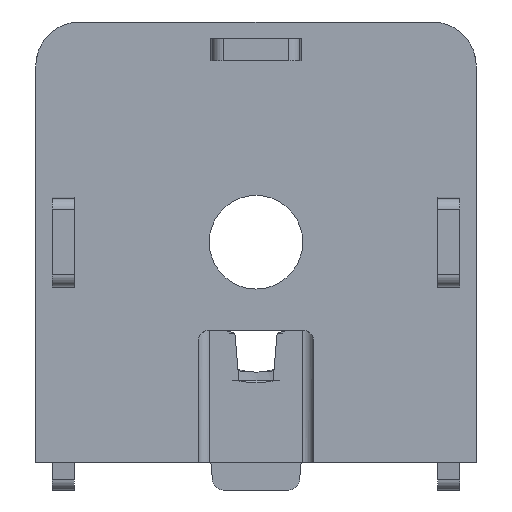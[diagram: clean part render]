
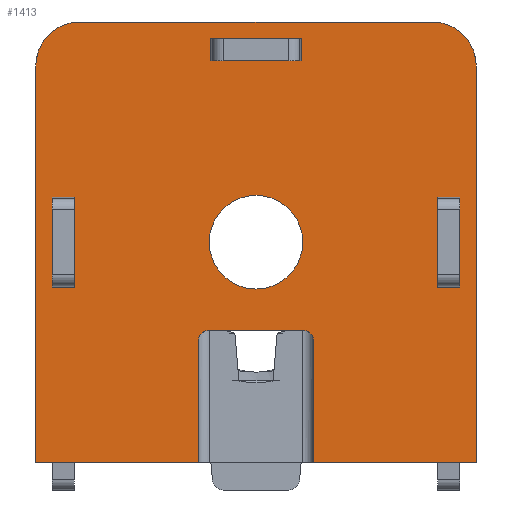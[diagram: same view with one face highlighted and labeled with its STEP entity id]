
A CAD part, left-side view. The second image highlights one B-rep face of the part: STEP entity #1413.
In plain terms, the highlighted planar face has unit normal (-1, 0, 0).
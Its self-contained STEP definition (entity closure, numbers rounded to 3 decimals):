
#22=FACE_BOUND('',#446,.T.);
#23=FACE_BOUND('',#447,.T.);
#24=FACE_BOUND('',#448,.T.);
#25=FACE_BOUND('',#449,.T.);
#29=PLANE('',#1550);
#107=LINE('',#2270,#233);
#111=LINE('',#2282,#237);
#125=LINE('',#2312,#251);
#126=LINE('',#2316,#252);
#127=LINE('',#2319,#253);
#128=LINE('',#2321,#254);
#129=LINE('',#2325,#255);
#130=LINE('',#2328,#256);
#131=LINE('',#2331,#257);
#132=LINE('',#2333,#258);
#133=LINE('',#2335,#259);
#134=LINE('',#2336,#260);
#135=LINE('',#2339,#261);
#136=LINE('',#2341,#262);
#137=LINE('',#2343,#263);
#138=LINE('',#2344,#264);
#139=LINE('',#2347,#265);
#140=LINE('',#2349,#266);
#141=LINE('',#2351,#267);
#142=LINE('',#2352,#268);
#233=VECTOR('',#1766,1000.);
#237=VECTOR('',#1774,1000.);
#251=VECTOR('',#1792,1000.);
#252=VECTOR('',#1795,1000.);
#253=VECTOR('',#1798,1000.);
#254=VECTOR('',#1799,1000.);
#255=VECTOR('',#1802,1000.);
#256=VECTOR('',#1805,1000.);
#257=VECTOR('',#1806,1000.);
#258=VECTOR('',#1807,1000.);
#259=VECTOR('',#1808,1000.);
#260=VECTOR('',#1809,1000.);
#261=VECTOR('',#1810,1000.);
#262=VECTOR('',#1811,1000.);
#263=VECTOR('',#1812,1000.);
#264=VECTOR('',#1813,1000.);
#265=VECTOR('',#1814,1000.);
#266=VECTOR('',#1815,1000.);
#267=VECTOR('',#1816,1000.);
#268=VECTOR('',#1817,1000.);
#364=FACE_OUTER_BOUND('',#445,.T.);
#445=EDGE_LOOP('',(#1071,#1072,#1073,#1074,#1075,#1076,#1077,#1078,#1079,
#1080,#1081,#1082));
#446=EDGE_LOOP('',(#1083,#1084,#1085,#1086));
#447=EDGE_LOOP('',(#1087,#1088));
#448=EDGE_LOOP('',(#1089,#1090,#1091,#1092));
#449=EDGE_LOOP('',(#1093,#1094,#1095,#1096));
#555=CIRCLE('',#1540,4.25);
#556=CIRCLE('',#1541,4.25);
#563=CIRCLE('',#1551,4.);
#564=CIRCLE('',#1552,4.);
#565=CIRCLE('',#1553,1.);
#566=CIRCLE('',#1554,1.);
#638=VERTEX_POINT('',#2252);
#639=VERTEX_POINT('',#2253);
#643=VERTEX_POINT('',#2267);
#644=VERTEX_POINT('',#2269);
#649=VERTEX_POINT('',#2279);
#650=VERTEX_POINT('',#2281);
#664=VERTEX_POINT('',#2311);
#665=VERTEX_POINT('',#2313);
#666=VERTEX_POINT('',#2315);
#667=VERTEX_POINT('',#2317);
#668=VERTEX_POINT('',#2320);
#669=VERTEX_POINT('',#2322);
#670=VERTEX_POINT('',#2324);
#671=VERTEX_POINT('',#2326);
#672=VERTEX_POINT('',#2329);
#673=VERTEX_POINT('',#2330);
#674=VERTEX_POINT('',#2332);
#675=VERTEX_POINT('',#2334);
#676=VERTEX_POINT('',#2337);
#677=VERTEX_POINT('',#2338);
#678=VERTEX_POINT('',#2340);
#679=VERTEX_POINT('',#2342);
#680=VERTEX_POINT('',#2345);
#681=VERTEX_POINT('',#2346);
#682=VERTEX_POINT('',#2348);
#683=VERTEX_POINT('',#2350);
#792=EDGE_CURVE('',#638,#639,#555,.T.);
#794=EDGE_CURVE('',#639,#638,#556,.T.);
#801=EDGE_CURVE('',#644,#643,#107,.T.);
#807=EDGE_CURVE('',#650,#649,#111,.T.);
#822=EDGE_CURVE('',#664,#643,#125,.T.);
#823=EDGE_CURVE('',#664,#665,#563,.T.);
#824=EDGE_CURVE('',#666,#665,#126,.T.);
#825=EDGE_CURVE('',#666,#667,#564,.T.);
#826=EDGE_CURVE('',#667,#650,#127,.T.);
#827=EDGE_CURVE('',#649,#668,#128,.T.);
#828=EDGE_CURVE('',#668,#669,#565,.T.);
#829=EDGE_CURVE('',#670,#669,#129,.T.);
#830=EDGE_CURVE('',#670,#671,#566,.T.);
#831=EDGE_CURVE('',#644,#671,#130,.T.);
#832=EDGE_CURVE('',#672,#673,#131,.T.);
#833=EDGE_CURVE('',#674,#672,#132,.T.);
#834=EDGE_CURVE('',#675,#674,#133,.T.);
#835=EDGE_CURVE('',#673,#675,#134,.T.);
#836=EDGE_CURVE('',#676,#677,#135,.T.);
#837=EDGE_CURVE('',#678,#676,#136,.T.);
#838=EDGE_CURVE('',#679,#678,#137,.T.);
#839=EDGE_CURVE('',#677,#679,#138,.T.);
#840=EDGE_CURVE('',#680,#681,#139,.T.);
#841=EDGE_CURVE('',#682,#680,#140,.T.);
#842=EDGE_CURVE('',#683,#682,#141,.T.);
#843=EDGE_CURVE('',#681,#683,#142,.T.);
#1071=ORIENTED_EDGE('',*,*,#822,.F.);
#1072=ORIENTED_EDGE('',*,*,#823,.T.);
#1073=ORIENTED_EDGE('',*,*,#824,.F.);
#1074=ORIENTED_EDGE('',*,*,#825,.T.);
#1075=ORIENTED_EDGE('',*,*,#826,.T.);
#1076=ORIENTED_EDGE('',*,*,#807,.T.);
#1077=ORIENTED_EDGE('',*,*,#827,.T.);
#1078=ORIENTED_EDGE('',*,*,#828,.T.);
#1079=ORIENTED_EDGE('',*,*,#829,.F.);
#1080=ORIENTED_EDGE('',*,*,#830,.T.);
#1081=ORIENTED_EDGE('',*,*,#831,.F.);
#1082=ORIENTED_EDGE('',*,*,#801,.T.);
#1083=ORIENTED_EDGE('',*,*,#832,.F.);
#1084=ORIENTED_EDGE('',*,*,#833,.F.);
#1085=ORIENTED_EDGE('',*,*,#834,.F.);
#1086=ORIENTED_EDGE('',*,*,#835,.F.);
#1087=ORIENTED_EDGE('',*,*,#792,.F.);
#1088=ORIENTED_EDGE('',*,*,#794,.F.);
#1089=ORIENTED_EDGE('',*,*,#836,.F.);
#1090=ORIENTED_EDGE('',*,*,#837,.F.);
#1091=ORIENTED_EDGE('',*,*,#838,.F.);
#1092=ORIENTED_EDGE('',*,*,#839,.F.);
#1093=ORIENTED_EDGE('',*,*,#840,.F.);
#1094=ORIENTED_EDGE('',*,*,#841,.F.);
#1095=ORIENTED_EDGE('',*,*,#842,.F.);
#1096=ORIENTED_EDGE('',*,*,#843,.F.);
#1413=ADVANCED_FACE('',(#364,#22,#23,#24,#25),#29,.F.);
#1540=AXIS2_PLACEMENT_3D('',#2254,#1748,#1749);
#1541=AXIS2_PLACEMENT_3D('',#2256,#1751,#1752);
#1550=AXIS2_PLACEMENT_3D('',#2310,#1790,#1791);
#1551=AXIS2_PLACEMENT_3D('',#2314,#1793,#1794);
#1552=AXIS2_PLACEMENT_3D('',#2318,#1796,#1797);
#1553=AXIS2_PLACEMENT_3D('',#2323,#1800,#1801);
#1554=AXIS2_PLACEMENT_3D('',#2327,#1803,#1804);
#1748=DIRECTION('center_axis',(-1.,0.,0.));
#1749=DIRECTION('ref_axis',(0.,0.,1.));
#1751=DIRECTION('center_axis',(-1.,0.,0.));
#1752=DIRECTION('ref_axis',(0.,0.,1.));
#1766=DIRECTION('',(0.,-1.,0.));
#1774=DIRECTION('',(0.,-1.,0.));
#1790=DIRECTION('center_axis',(1.,0.,0.));
#1791=DIRECTION('ref_axis',(0.,1.,0.));
#1792=DIRECTION('',(0.,0.,-1.));
#1793=DIRECTION('center_axis',(-1.,0.,0.));
#1794=DIRECTION('ref_axis',(0.,1.,0.));
#1795=DIRECTION('',(0.,-1.,0.));
#1796=DIRECTION('center_axis',(-1.,0.,0.));
#1797=DIRECTION('ref_axis',(0.,1.,0.));
#1798=DIRECTION('',(0.,0.,-1.));
#1799=DIRECTION('',(0.,0.,1.));
#1800=DIRECTION('center_axis',(1.,0.,0.));
#1801=DIRECTION('ref_axis',(0.,1.,0.));
#1802=DIRECTION('',(0.,1.,0.));
#1803=DIRECTION('center_axis',(1.,0.,0.));
#1804=DIRECTION('ref_axis',(0.,1.,0.));
#1805=DIRECTION('',(0.,0.,1.));
#1806=DIRECTION('',(0.,0.,1.));
#1807=DIRECTION('',(0.,-1.,0.));
#1808=DIRECTION('',(0.,0.,-1.));
#1809=DIRECTION('',(0.,1.,0.));
#1810=DIRECTION('',(0.,1.,0.));
#1811=DIRECTION('',(0.,0.,1.));
#1812=DIRECTION('',(0.,-1.,0.));
#1813=DIRECTION('',(0.,0.,-1.));
#1814=DIRECTION('',(0.,-1.,0.));
#1815=DIRECTION('',(0.,0.,-1.));
#1816=DIRECTION('',(0.,1.,0.));
#1817=DIRECTION('',(0.,0.,1.));
#2252=CARTESIAN_POINT('',(-73.116,0.429,59.437));
#2253=CARTESIAN_POINT('',(-73.116,0.429,50.937));
#2254=CARTESIAN_POINT('Origin',(-73.116,0.429,55.187));
#2256=CARTESIAN_POINT('Origin',(-73.116,0.429,55.187));
#2267=CARTESIAN_POINT('',(-73.116,-19.571,35.187));
#2269=CARTESIAN_POINT('',(-73.116,-4.821,35.187));
#2270=CARTESIAN_POINT('',(-73.116,20.429,35.187));
#2279=CARTESIAN_POINT('',(-73.116,5.679,35.187));
#2281=CARTESIAN_POINT('',(-73.116,20.429,35.187));
#2282=CARTESIAN_POINT('',(-73.116,20.429,35.187));
#2310=CARTESIAN_POINT('Origin',(-73.116,20.429,75.187));
#2311=CARTESIAN_POINT('',(-73.116,-19.571,71.187));
#2312=CARTESIAN_POINT('',(-73.116,-19.571,75.187));
#2313=CARTESIAN_POINT('',(-73.116,-15.571,75.187));
#2314=CARTESIAN_POINT('Origin',(-73.116,-15.571,71.187));
#2315=CARTESIAN_POINT('',(-73.116,16.429,75.187));
#2316=CARTESIAN_POINT('',(-73.116,20.429,75.187));
#2317=CARTESIAN_POINT('',(-73.116,20.429,71.187));
#2318=CARTESIAN_POINT('Origin',(-73.116,16.429,71.187));
#2319=CARTESIAN_POINT('',(-73.116,20.429,75.187));
#2320=CARTESIAN_POINT('',(-73.116,5.679,46.187));
#2321=CARTESIAN_POINT('',(-73.116,5.679,35.187));
#2322=CARTESIAN_POINT('',(-73.116,4.679,47.187));
#2323=CARTESIAN_POINT('Origin',(-73.116,4.679,46.187));
#2324=CARTESIAN_POINT('',(-73.116,-3.821,47.187));
#2325=CARTESIAN_POINT('',(-73.116,-4.821,47.187));
#2326=CARTESIAN_POINT('',(-73.116,-4.821,46.187));
#2327=CARTESIAN_POINT('Origin',(-73.116,-3.821,46.187));
#2328=CARTESIAN_POINT('',(-73.116,-4.821,35.187));
#2329=CARTESIAN_POINT('',(-73.116,-3.671,71.687));
#2330=CARTESIAN_POINT('',(-73.116,-3.671,73.687));
#2331=CARTESIAN_POINT('',(-73.116,-3.671,73.687));
#2332=CARTESIAN_POINT('',(-73.116,4.529,71.687));
#2333=CARTESIAN_POINT('',(-73.116,-3.671,71.687));
#2334=CARTESIAN_POINT('',(-73.116,4.529,73.687));
#2335=CARTESIAN_POINT('',(-73.116,4.529,73.687));
#2336=CARTESIAN_POINT('',(-73.116,-3.671,73.687));
#2337=CARTESIAN_POINT('',(-73.116,16.929,59.287));
#2338=CARTESIAN_POINT('',(-73.116,18.929,59.287));
#2339=CARTESIAN_POINT('',(-73.116,18.929,59.287));
#2340=CARTESIAN_POINT('',(-73.116,16.929,51.087));
#2341=CARTESIAN_POINT('',(-73.116,16.929,59.287));
#2342=CARTESIAN_POINT('',(-73.116,18.929,51.087));
#2343=CARTESIAN_POINT('',(-73.116,18.929,51.087));
#2344=CARTESIAN_POINT('',(-73.116,18.929,59.287));
#2345=CARTESIAN_POINT('',(-73.116,-16.071,51.087));
#2346=CARTESIAN_POINT('',(-73.116,-18.071,51.087));
#2347=CARTESIAN_POINT('',(-73.116,-18.071,51.087));
#2348=CARTESIAN_POINT('',(-73.116,-16.071,59.287));
#2349=CARTESIAN_POINT('',(-73.116,-16.071,51.087));
#2350=CARTESIAN_POINT('',(-73.116,-18.071,59.287));
#2351=CARTESIAN_POINT('',(-73.116,-18.071,59.287));
#2352=CARTESIAN_POINT('',(-73.116,-18.071,51.087));
